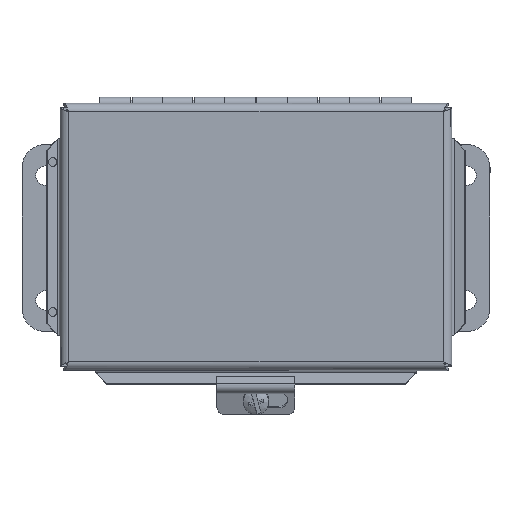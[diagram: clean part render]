
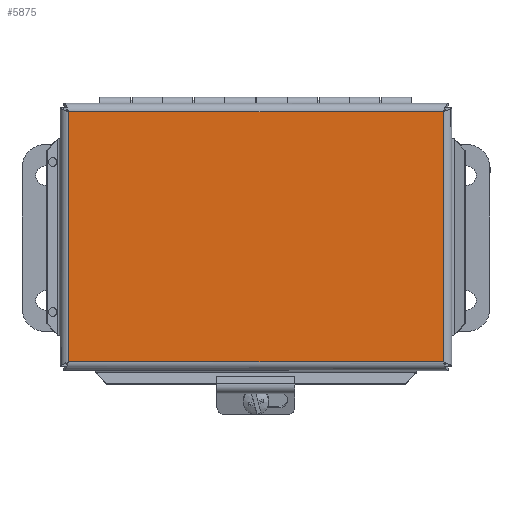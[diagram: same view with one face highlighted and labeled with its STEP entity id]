
A CAD part, top view. The second image highlights one B-rep face of the part: STEP entity #5875.
In plain terms, the highlighted planar face has unit normal (0, 0, 1).
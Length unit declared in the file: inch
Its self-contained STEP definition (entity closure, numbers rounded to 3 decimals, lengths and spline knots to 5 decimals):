
#549=FACE_OUTER_BOUND('',#896,.T.);
#896=EDGE_LOOP('',(#4256,#4257,#4258,#4259));
#1458=LINE('',#8746,#2046);
#1464=LINE('',#8827,#2052);
#1469=LINE('',#8906,#2057);
#1474=LINE('',#8984,#2062);
#2046=VECTOR('',#6989,4.007);
#2052=VECTOR('',#7003,6.007);
#2057=VECTOR('',#7016,6.007);
#2062=VECTOR('',#7029,4.007);
#2586=VERTEX_POINT('',#8737);
#2587=VERTEX_POINT('',#8745);
#2590=VERTEX_POINT('',#8819);
#2592=VERTEX_POINT('',#8905);
#3171=EDGE_CURVE('',#2587,#2586,#1458,.T.);
#3181=EDGE_CURVE('',#2586,#2590,#1464,.T.);
#3190=EDGE_CURVE('',#2592,#2587,#1469,.T.);
#3199=EDGE_CURVE('',#2590,#2592,#1474,.T.);
#4256=ORIENTED_EDGE('',*,*,#3171,.T.);
#4257=ORIENTED_EDGE('',*,*,#3181,.T.);
#4258=ORIENTED_EDGE('',*,*,#3199,.T.);
#4259=ORIENTED_EDGE('',*,*,#3190,.T.);
#5372=PLANE('',#6231);
#5875=ADVANCED_FACE('',(#549),#5372,.T.);
#6231=AXIS2_PLACEMENT_3D('',#9052,#7039,#7040);
#6989=DIRECTION('',(1.,0.,0.));
#7003=DIRECTION('',(0.,1.,0.));
#7016=DIRECTION('',(0.,-1.,0.));
#7029=DIRECTION('',(-1.,0.,0.));
#7039=DIRECTION('center_axis',(0.,0.,1.));
#7040=DIRECTION('ref_axis',(1.,0.,0.));
#8737=CARTESIAN_POINT('',(2.0035,-3.0035,0.059));
#8745=CARTESIAN_POINT('',(-2.0035,-3.0035,0.059));
#8746=CARTESIAN_POINT('',(-1.00175,-3.0035,0.059));
#8819=CARTESIAN_POINT('',(2.0035,3.0035,0.059));
#8827=CARTESIAN_POINT('',(2.0035,-1.50175,0.059));
#8905=CARTESIAN_POINT('',(-2.0035,3.0035,0.059));
#8906=CARTESIAN_POINT('',(-2.0035,1.50175,0.059));
#8984=CARTESIAN_POINT('',(1.00175,3.0035,0.059));
#9052=CARTESIAN_POINT('Origin',(0.,0.,
0.059));
